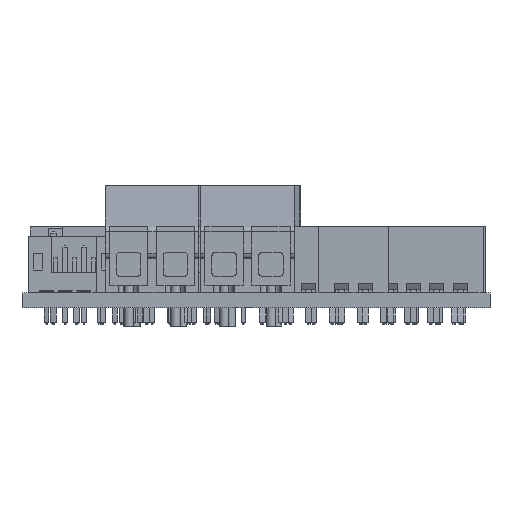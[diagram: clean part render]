
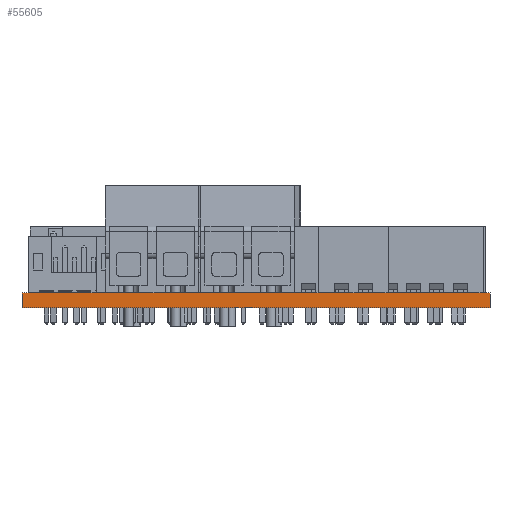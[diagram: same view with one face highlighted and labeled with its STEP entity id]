
A CAD part, front view. The second image highlights one B-rep face of the part: STEP entity #55605.
In plain terms, the highlighted planar face has unit normal (0, -1, 0).
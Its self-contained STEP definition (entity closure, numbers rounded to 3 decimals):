
#55605 = ADVANCED_FACE('',(#55606),#55620,.T.);
#55606 = FACE_BOUND('',#55607,.T.);
#55607 = EDGE_LOOP('',(#55608,#55643,#55671,#55699));
#55608 = ORIENTED_EDGE('',*,*,#55609,.T.);
#55609 = EDGE_CURVE('',#55610,#55612,#55614,.T.);
#55610 = VERTEX_POINT('',#55611);
#55611 = CARTESIAN_POINT('',(90.,-70.,0.));
#55612 = VERTEX_POINT('',#55613);
#55613 = CARTESIAN_POINT('',(90.,-70.,1.6));
#55614 = SURFACE_CURVE('',#55615,(#55619,#55631),.PCURVE_S1.);
#55615 = LINE('',#55616,#55617);
#55616 = CARTESIAN_POINT('',(90.,-70.,0.));
#55617 = VECTOR('',#55618,1.);
#55618 = DIRECTION('',(0.,0.,1.));
#55619 = PCURVE('',#55620,#55625);
#55620 = PLANE('',#55621);
#55621 = AXIS2_PLACEMENT_3D('',#55622,#55623,#55624);
#55622 = CARTESIAN_POINT('',(90.,-70.,0.));
#55623 = DIRECTION('',(0.,-1.,0.));
#55624 = DIRECTION('',(-1.,0.,0.));
#55625 = DEFINITIONAL_REPRESENTATION('',(#55626),#55630);
#55626 = LINE('',#55627,#55628);
#55627 = CARTESIAN_POINT('',(0.,-0.));
#55628 = VECTOR('',#55629,1.);
#55629 = DIRECTION('',(0.,-1.));
#55630 = ( GEOMETRIC_REPRESENTATION_CONTEXT(2) 
PARAMETRIC_REPRESENTATION_CONTEXT() REPRESENTATION_CONTEXT('2D SPACE',''
  ) );
#55631 = PCURVE('',#55632,#55637);
#55632 = PLANE('',#55633);
#55633 = AXIS2_PLACEMENT_3D('',#55634,#55635,#55636);
#55634 = CARTESIAN_POINT('',(90.,-20.,0.));
#55635 = DIRECTION('',(1.,0.,-0.));
#55636 = DIRECTION('',(0.,-1.,0.));
#55637 = DEFINITIONAL_REPRESENTATION('',(#55638),#55642);
#55638 = LINE('',#55639,#55640);
#55639 = CARTESIAN_POINT('',(50.,0.));
#55640 = VECTOR('',#55641,1.);
#55641 = DIRECTION('',(0.,-1.));
#55642 = ( GEOMETRIC_REPRESENTATION_CONTEXT(2) 
PARAMETRIC_REPRESENTATION_CONTEXT() REPRESENTATION_CONTEXT('2D SPACE',''
  ) );
#55643 = ORIENTED_EDGE('',*,*,#55644,.T.);
#55644 = EDGE_CURVE('',#55612,#55645,#55647,.T.);
#55645 = VERTEX_POINT('',#55646);
#55646 = CARTESIAN_POINT('',(40.,-70.,1.6));
#55647 = SURFACE_CURVE('',#55648,(#55652,#55659),.PCURVE_S1.);
#55648 = LINE('',#55649,#55650);
#55649 = CARTESIAN_POINT('',(90.,-70.,1.6));
#55650 = VECTOR('',#55651,1.);
#55651 = DIRECTION('',(-1.,0.,0.));
#55652 = PCURVE('',#55620,#55653);
#55653 = DEFINITIONAL_REPRESENTATION('',(#55654),#55658);
#55654 = LINE('',#55655,#55656);
#55655 = CARTESIAN_POINT('',(0.,-1.6));
#55656 = VECTOR('',#55657,1.);
#55657 = DIRECTION('',(1.,0.));
#55658 = ( GEOMETRIC_REPRESENTATION_CONTEXT(2) 
PARAMETRIC_REPRESENTATION_CONTEXT() REPRESENTATION_CONTEXT('2D SPACE',''
  ) );
#55659 = PCURVE('',#55660,#55665);
#55660 = PLANE('',#55661);
#55661 = AXIS2_PLACEMENT_3D('',#55662,#55663,#55664);
#55662 = CARTESIAN_POINT('',(65.,-45.,1.6));
#55663 = DIRECTION('',(-0.,-0.,-1.));
#55664 = DIRECTION('',(-1.,0.,0.));
#55665 = DEFINITIONAL_REPRESENTATION('',(#55666),#55670);
#55666 = LINE('',#55667,#55668);
#55667 = CARTESIAN_POINT('',(-25.,-25.));
#55668 = VECTOR('',#55669,1.);
#55669 = DIRECTION('',(1.,0.));
#55670 = ( GEOMETRIC_REPRESENTATION_CONTEXT(2) 
PARAMETRIC_REPRESENTATION_CONTEXT() REPRESENTATION_CONTEXT('2D SPACE',''
  ) );
#55671 = ORIENTED_EDGE('',*,*,#55672,.F.);
#55672 = EDGE_CURVE('',#55673,#55645,#55675,.T.);
#55673 = VERTEX_POINT('',#55674);
#55674 = CARTESIAN_POINT('',(40.,-70.,0.));
#55675 = SURFACE_CURVE('',#55676,(#55680,#55687),.PCURVE_S1.);
#55676 = LINE('',#55677,#55678);
#55677 = CARTESIAN_POINT('',(40.,-70.,0.));
#55678 = VECTOR('',#55679,1.);
#55679 = DIRECTION('',(0.,0.,1.));
#55680 = PCURVE('',#55620,#55681);
#55681 = DEFINITIONAL_REPRESENTATION('',(#55682),#55686);
#55682 = LINE('',#55683,#55684);
#55683 = CARTESIAN_POINT('',(50.,0.));
#55684 = VECTOR('',#55685,1.);
#55685 = DIRECTION('',(0.,-1.));
#55686 = ( GEOMETRIC_REPRESENTATION_CONTEXT(2) 
PARAMETRIC_REPRESENTATION_CONTEXT() REPRESENTATION_CONTEXT('2D SPACE',''
  ) );
#55687 = PCURVE('',#55688,#55693);
#55688 = PLANE('',#55689);
#55689 = AXIS2_PLACEMENT_3D('',#55690,#55691,#55692);
#55690 = CARTESIAN_POINT('',(40.,-70.,0.));
#55691 = DIRECTION('',(-1.,0.,0.));
#55692 = DIRECTION('',(0.,1.,0.));
#55693 = DEFINITIONAL_REPRESENTATION('',(#55694),#55698);
#55694 = LINE('',#55695,#55696);
#55695 = CARTESIAN_POINT('',(0.,0.));
#55696 = VECTOR('',#55697,1.);
#55697 = DIRECTION('',(0.,-1.));
#55698 = ( GEOMETRIC_REPRESENTATION_CONTEXT(2) 
PARAMETRIC_REPRESENTATION_CONTEXT() REPRESENTATION_CONTEXT('2D SPACE',''
  ) );
#55699 = ORIENTED_EDGE('',*,*,#55700,.F.);
#55700 = EDGE_CURVE('',#55610,#55673,#55701,.T.);
#55701 = SURFACE_CURVE('',#55702,(#55706,#55713),.PCURVE_S1.);
#55702 = LINE('',#55703,#55704);
#55703 = CARTESIAN_POINT('',(90.,-70.,0.));
#55704 = VECTOR('',#55705,1.);
#55705 = DIRECTION('',(-1.,0.,0.));
#55706 = PCURVE('',#55620,#55707);
#55707 = DEFINITIONAL_REPRESENTATION('',(#55708),#55712);
#55708 = LINE('',#55709,#55710);
#55709 = CARTESIAN_POINT('',(0.,-0.));
#55710 = VECTOR('',#55711,1.);
#55711 = DIRECTION('',(1.,0.));
#55712 = ( GEOMETRIC_REPRESENTATION_CONTEXT(2) 
PARAMETRIC_REPRESENTATION_CONTEXT() REPRESENTATION_CONTEXT('2D SPACE',''
  ) );
#55713 = PCURVE('',#55714,#55719);
#55714 = PLANE('',#55715);
#55715 = AXIS2_PLACEMENT_3D('',#55716,#55717,#55718);
#55716 = CARTESIAN_POINT('',(65.,-45.,0.));
#55717 = DIRECTION('',(-0.,-0.,-1.));
#55718 = DIRECTION('',(-1.,0.,0.));
#55719 = DEFINITIONAL_REPRESENTATION('',(#55720),#55724);
#55720 = LINE('',#55721,#55722);
#55721 = CARTESIAN_POINT('',(-25.,-25.));
#55722 = VECTOR('',#55723,1.);
#55723 = DIRECTION('',(1.,0.));
#55724 = ( GEOMETRIC_REPRESENTATION_CONTEXT(2) 
PARAMETRIC_REPRESENTATION_CONTEXT() REPRESENTATION_CONTEXT('2D SPACE',''
  ) );
